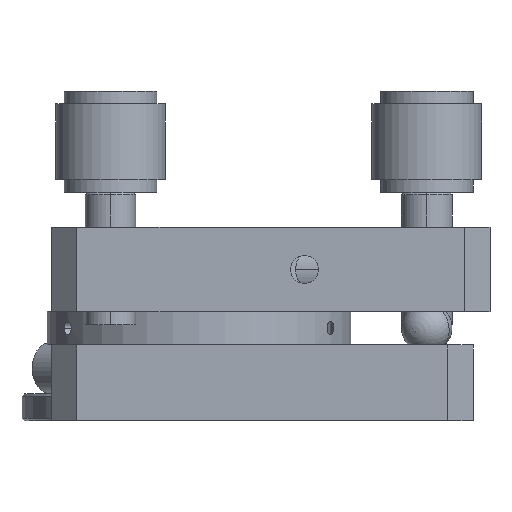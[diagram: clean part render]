
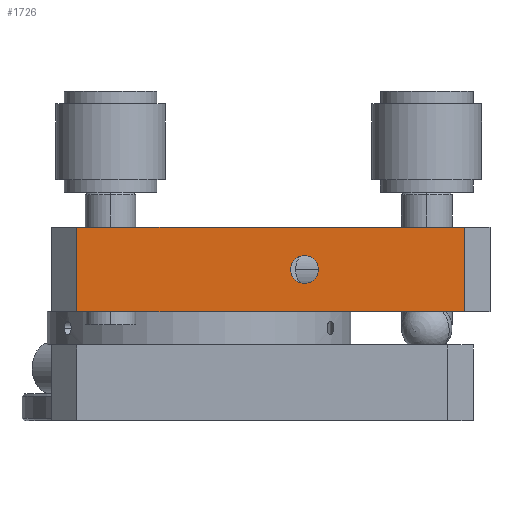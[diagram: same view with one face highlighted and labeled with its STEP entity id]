
A CAD part, front view. The second image highlights one B-rep face of the part: STEP entity #1726.
In plain terms, the highlighted planar face has unit normal (0, -1, 0).
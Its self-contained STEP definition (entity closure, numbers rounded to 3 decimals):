
#288 = ORIENTED_EDGE ( 'NONE', *, *, #3830, .F. ) ;
#330 = CARTESIAN_POINT ( 'NONE',  ( 27.217, -23.254, -5. ) ) ;
#376 = ORIENTED_EDGE ( 'NONE', *, *, #3283, .T. ) ;
#491 = DIRECTION ( 'NONE',  ( 1., 0., 0. ) ) ;
#494 = VERTEX_POINT ( 'NONE', #5181 ) ;
#496 = EDGE_CURVE ( 'NONE', #2113, #2423, #5333, .T. ) ;
#532 = ORIENTED_EDGE ( 'NONE', *, *, #496, .F. ) ;
#719 = FACE_BOUND ( 'NONE', #5350, .T. ) ;
#721 = EDGE_LOOP ( 'NONE', ( #5675, #2038, #2975, #376 ) ) ;
#749 = VERTEX_POINT ( 'NONE', #330 ) ;
#782 = EDGE_CURVE ( 'NONE', #4092, #2964, #2800, .T. ) ;
#1387 = PLANE ( 'NONE',  #2670 ) ;
#1472 = CARTESIAN_POINT ( 'NONE',  ( 30.217, -23.254, -5. ) ) ;
#1523 = LINE ( 'NONE', #4696, #4832 ) ;
#1670 = CIRCLE ( 'NONE', #2498, 1.65 ) ;
#1726 = ADVANCED_FACE ( 'NONE', ( #719, #3003 ), #1387, .T. ) ;
#1950 = DIRECTION ( 'NONE',  ( 0., 0., 1. ) ) ;
#2038 = ORIENTED_EDGE ( 'NONE', *, *, #3636, .T. ) ;
#2113 = VERTEX_POINT ( 'NONE', #3191 ) ;
#2128 = DIRECTION ( 'NONE',  ( 0., -1., 0. ) ) ;
#2219 = EDGE_CURVE ( 'NONE', #749, #494, #3292, .T. ) ;
#2328 = LINE ( 'NONE', #2532, #4183 ) ;
#2415 = DIRECTION ( 'NONE',  ( 0., 0., -1. ) ) ;
#2423 = VERTEX_POINT ( 'NONE', #5293 ) ;
#2498 = AXIS2_PLACEMENT_3D ( 'NONE', #4862, #2128, #5348 ) ;
#2532 = CARTESIAN_POINT ( 'NONE',  ( -18.783, -23.254, 5. ) ) ;
#2670 = AXIS2_PLACEMENT_3D ( 'NONE', #3242, #5551, #491 ) ;
#2800 = LINE ( 'NONE', #3011, #4019 ) ;
#2820 = CARTESIAN_POINT ( 'NONE',  ( 27.217, -23.254, 5. ) ) ;
#2854 = CARTESIAN_POINT ( 'NONE',  ( 8.217, -23.254, 0. ) ) ;
#2964 = VERTEX_POINT ( 'NONE', #3164 ) ;
#2975 = ORIENTED_EDGE ( 'NONE', *, *, #782, .T. ) ;
#3003 = FACE_OUTER_BOUND ( 'NONE', #721, .T. ) ;
#3011 = CARTESIAN_POINT ( 'NONE',  ( 30.217, -23.254, 5. ) ) ;
#3164 = CARTESIAN_POINT ( 'NONE',  ( -18.783, -23.254, 5. ) ) ;
#3191 = CARTESIAN_POINT ( 'NONE',  ( 8.217, -23.254, -1.65 ) ) ;
#3242 = CARTESIAN_POINT ( 'NONE',  ( 30.217, -23.254, 5. ) ) ;
#3283 = EDGE_CURVE ( 'NONE', #2964, #494, #2328, .T. ) ;
#3292 = LINE ( 'NONE', #1472, #5322 ) ;
#3636 = EDGE_CURVE ( 'NONE', #749, #4092, #1523, .T. ) ;
#3830 = EDGE_CURVE ( 'NONE', #2423, #2113, #1670, .T. ) ;
#4019 = VECTOR ( 'NONE', #5794, 1000. ) ;
#4092 = VERTEX_POINT ( 'NONE', #2820 ) ;
#4183 = VECTOR ( 'NONE', #5756, 1000. ) ;
#4212 = DIRECTION ( 'NONE',  ( -1., 0., 0. ) ) ;
#4696 = CARTESIAN_POINT ( 'NONE',  ( 27.217, -23.254, 5. ) ) ;
#4832 = VECTOR ( 'NONE', #1950, 1000. ) ;
#4862 = CARTESIAN_POINT ( 'NONE',  ( 8.217, -23.254, 0. ) ) ;
#5181 = CARTESIAN_POINT ( 'NONE',  ( -18.783, -23.254, -5. ) ) ;
#5293 = CARTESIAN_POINT ( 'NONE',  ( 8.217, -23.254, 1.65 ) ) ;
#5322 = VECTOR ( 'NONE', #4212, 1000. ) ;
#5333 = CIRCLE ( 'NONE', #5849, 1.65 ) ;
#5348 = DIRECTION ( 'NONE',  ( 0., 0., -1. ) ) ;
#5350 = EDGE_LOOP ( 'NONE', ( #532, #288 ) ) ;
#5551 = DIRECTION ( 'NONE',  ( 0., -1., 0. ) ) ;
#5627 = DIRECTION ( 'NONE',  ( 0., -1., 0. ) ) ;
#5675 = ORIENTED_EDGE ( 'NONE', *, *, #2219, .F. ) ;
#5756 = DIRECTION ( 'NONE',  ( 0., 0., -1. ) ) ;
#5794 = DIRECTION ( 'NONE',  ( -1., 0., 0. ) ) ;
#5849 = AXIS2_PLACEMENT_3D ( 'NONE', #2854, #5627, #2415 ) ;
